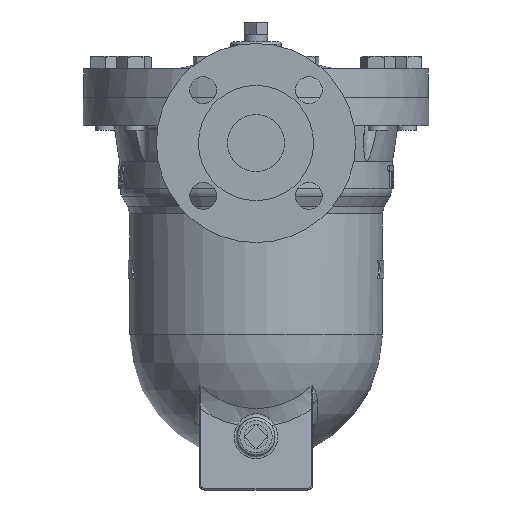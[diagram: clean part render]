
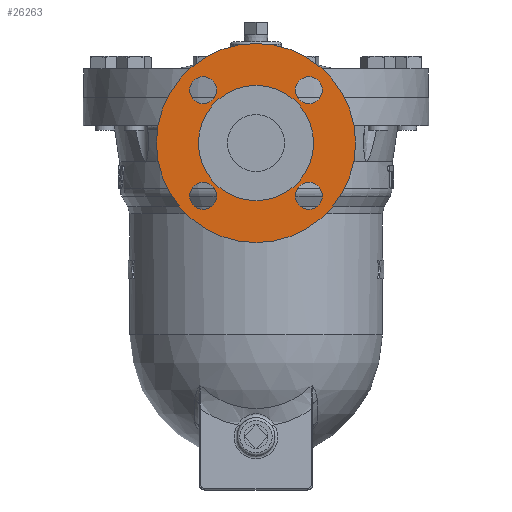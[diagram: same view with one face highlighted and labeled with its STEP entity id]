
A CAD part, left-side view. The second image highlights one B-rep face of the part: STEP entity #26263.
In plain terms, the highlighted planar face has unit normal (-1, 0, 0).
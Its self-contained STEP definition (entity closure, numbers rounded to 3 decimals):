
#25815=CARTESIAN_POINT('',(-173.0,0.0,38.));
#25816=VERTEX_POINT('',#25815);
#25817=CARTESIAN_POINT('',(-173.,0.0,-32.));
#25818=DIRECTION('',(-1.0,0.0,0.0));
#25819=DIRECTION('',(0.0,0.0,1.0));
#25820=AXIS2_PLACEMENT_3D('',#25817,#25818,#25819);
#25821=CIRCLE('',#25820,70.);
#25822=EDGE_CURVE('',#25816,#25816,#25821,.T.);
#25893=CARTESIAN_POINT('',(-173.0,-46.623,5.123));
#25894=VERTEX_POINT('',#25893);
#25895=CARTESIAN_POINT('',(-173.,-37.123,5.123));
#25896=DIRECTION('',(1.0,0.0,0.0));
#25897=DIRECTION('',(0.0,-1.0,0.0));
#25898=AXIS2_PLACEMENT_3D('',#25895,#25896,#25897);
#25899=CIRCLE('',#25898,9.5);
#25900=EDGE_CURVE('',#25894,#25894,#25899,.T.);
#25934=CARTESIAN_POINT('',(-173.0,-37.123,-78.623));
#25935=VERTEX_POINT('',#25934);
#25936=CARTESIAN_POINT('',(-173.,-37.123,-69.123));
#25937=DIRECTION('',(1.0,0.0,0.0));
#25938=DIRECTION('',(0.0,0.0,-1.0));
#25939=AXIS2_PLACEMENT_3D('',#25936,#25937,#25938);
#25940=CIRCLE('',#25939,9.5);
#25941=EDGE_CURVE('',#25935,#25935,#25940,.T.);
#25975=CARTESIAN_POINT('',(-173.0,46.623,-69.123));
#25976=VERTEX_POINT('',#25975);
#25977=CARTESIAN_POINT('',(-173.,37.123,-69.123));
#25978=DIRECTION('',(1.0,0.0,0.0));
#25979=DIRECTION('',(0.0,1.0,0.0));
#25980=AXIS2_PLACEMENT_3D('',#25977,#25978,#25979);
#25981=CIRCLE('',#25980,9.5);
#25982=EDGE_CURVE('',#25976,#25976,#25981,.T.);
#26016=CARTESIAN_POINT('',(-173.0,37.123,14.623));
#26017=VERTEX_POINT('',#26016);
#26018=CARTESIAN_POINT('',(-173.,37.123,5.123));
#26019=DIRECTION('',(1.0,0.0,0.0));
#26020=DIRECTION('',(0.0,0.0,1.0));
#26021=AXIS2_PLACEMENT_3D('',#26018,#26019,#26020);
#26022=CIRCLE('',#26021,9.5);
#26023=EDGE_CURVE('',#26017,#26017,#26022,.T.);
#26232=CARTESIAN_POINT('',(-173.0,0.0,23.25));
#26233=DIRECTION('',(-1.0,0.0,0.0));
#26234=DIRECTION('',(0.0,0.0,1.0));
#26235=AXIS2_PLACEMENT_3D('',#26232,#26233,#26234);
#26236=PLANE('',#26235);
#26237=ORIENTED_EDGE('',*,*,#25822,.T.);
#26238=EDGE_LOOP('',(#26237));
#26239=FACE_OUTER_BOUND('',#26238,.T.);
#26240=ORIENTED_EDGE('',*,*,#25900,.T.);
#26241=EDGE_LOOP('',(#26240));
#26242=FACE_BOUND('',#26241,.T.);
#26243=ORIENTED_EDGE('',*,*,#25941,.T.);
#26244=EDGE_LOOP('',(#26243));
#26245=FACE_BOUND('',#26244,.T.);
#26246=ORIENTED_EDGE('',*,*,#25982,.T.);
#26247=EDGE_LOOP('',(#26246));
#26248=FACE_BOUND('',#26247,.T.);
#26249=ORIENTED_EDGE('',*,*,#26023,.T.);
#26250=EDGE_LOOP('',(#26249));
#26251=FACE_BOUND('',#26250,.T.);
#26252=CARTESIAN_POINT('',(-173.0,0.0,8.5));
#26253=VERTEX_POINT('',#26252);
#26254=CARTESIAN_POINT('',(-173.,0.0,-32.));
#26255=DIRECTION('',(-1.0,0.0,0.0));
#26256=DIRECTION('',(0.0,0.0,1.0));
#26257=AXIS2_PLACEMENT_3D('',#26254,#26255,#26256);
#26258=CIRCLE('',#26257,40.5);
#26259=EDGE_CURVE('',#26253,#26253,#26258,.T.);
#26260=ORIENTED_EDGE('',*,*,#26259,.F.);
#26261=EDGE_LOOP('',(#26260));
#26262=FACE_BOUND('',#26261,.T.);
#26263=ADVANCED_FACE('',(#26239,#26242,#26245,#26248,#26251,#26262),#26236,.T.);
